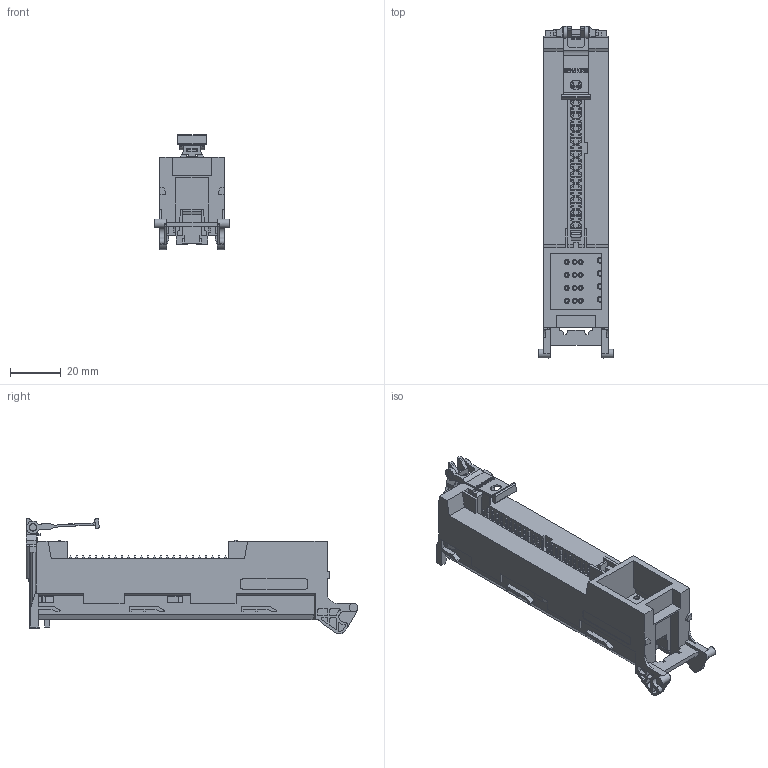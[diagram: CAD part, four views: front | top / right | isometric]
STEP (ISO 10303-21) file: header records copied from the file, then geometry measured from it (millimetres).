
FILE_DESCRIPTION(/* description */ (''),/* implementation_level */ '2;1');
FILE_NAME(/* name */ '6es79215ck200aa0_001_3d.stp',/* time_stamp */ '2012-09-16T21:19:32+02:00',/* author */ ('Z. Bartfai'),/* organization */ ('SIEMENS AG'),/* preprocessor_version */ 'ST-DEVELOPER v11',/* originating_system */ 'SIEMENS PLM Software NX 7.5',/* authorisation */ '');
FILE_SCHEMA (('AUTOMOTIVE_DESIGN { 1 0 10303 214 1 1 1 1 }'));
Products named in the file (4): A5E31193852A_001; A5E30972211A_001; A5E30972210A_001; A5E30972217A_001
Assembly tree (3 placements, depth 2):
  A5E30972217A_001
    A5E30972210A_001
    A5E30972211A_001
    A5E31193852A_001
Bounding box: 29.8 x 130.45 x 45.5 mm (x, y, z)
Volume: 49912.4 mm3; surface area: 32868.4 mm2
Topology: 121 solids, 123 shells, 2599 faces, 6566 edges, 4306 vertices
Faces by surface type: plane 2242, cylinder 304, extrusion 53
Full cylindrical faces by diameter (mm): 1.1 x8, 1.45 x4, 1.7 x4, 1.95 x4, 2 x8, 2.4 x4, 2.754 x2, 2.867 x2, 2.884 x2, 5 x1
Entity records: 79551 total; most frequent: CARTESIAN_POINT 16354, ORIENTED_EDGE 13032, DIRECTION 12034, EDGE_CURVE 6516, VECTOR 5650, LINE 5597, VERTEX_POINT 4303, AXIS2_PLACEMENT_3D 3192
